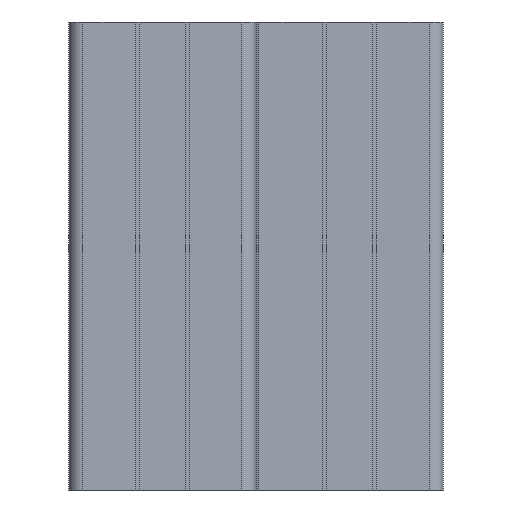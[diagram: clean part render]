
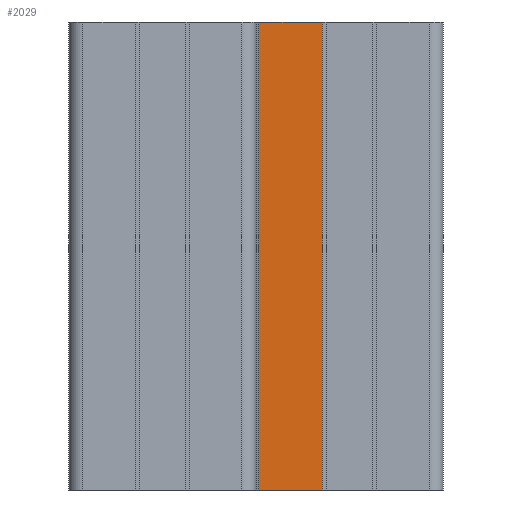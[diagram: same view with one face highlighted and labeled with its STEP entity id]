
A CAD part, front view. The second image highlights one B-rep face of the part: STEP entity #2029.
In plain terms, the highlighted planar face has unit normal (0, -1, 0).
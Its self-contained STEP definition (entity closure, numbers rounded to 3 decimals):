
#36 = EDGE_CURVE ( 'NONE', #8067, #2724, #7324, .T. ) ;
#247 = VECTOR ( 'NONE', #8743, 1000. ) ;
#620 = VECTOR ( 'NONE', #7367, 1000. ) ;
#941 = DIRECTION ( 'NONE',  ( 0., -1., 0. ) ) ;
#975 = CARTESIAN_POINT ( 'NONE',  ( 20.585, 0.068, 0. ) ) ;
#1074 = DIRECTION ( 'NONE',  ( 1., 0., 0. ) ) ;
#1548 = CARTESIAN_POINT ( 'NONE',  ( 20.585, 0.068, -100. ) ) ;
#1795 = VERTEX_POINT ( 'NONE', #3970 ) ;
#2029 = ADVANCED_FACE ( 'NONE', ( #7447 ), #2305, .T. ) ;
#2196 = VECTOR ( 'NONE', #1074, 1000. ) ;
#2278 = CARTESIAN_POINT ( 'NONE',  ( 20.585, 0.068, -100. ) ) ;
#2305 = PLANE ( 'NONE',  #3158 ) ;
#2440 = LINE ( 'NONE', #2577, #2196 ) ;
#2548 = VERTEX_POINT ( 'NONE', #3413 ) ;
#2577 = CARTESIAN_POINT ( 'NONE',  ( 20.585, 0.068, -100. ) ) ;
#2724 = VERTEX_POINT ( 'NONE', #4256 ) ;
#3158 = AXIS2_PLACEMENT_3D ( 'NONE', #1548, #941, #5275 ) ;
#3294 = LINE ( 'NONE', #5505, #8768 ) ;
#3413 = CARTESIAN_POINT ( 'NONE',  ( 34.2, 0.068, 0. ) ) ;
#3970 = CARTESIAN_POINT ( 'NONE',  ( 34.2, 0.068, -100. ) ) ;
#4256 = CARTESIAN_POINT ( 'NONE',  ( 20.585, 0.068, 0. ) ) ;
#4481 = ORIENTED_EDGE ( 'NONE', *, *, #5030, .T. ) ;
#4483 = CARTESIAN_POINT ( 'NONE',  ( 20.585, 0.068, -100. ) ) ;
#5030 = EDGE_CURVE ( 'NONE', #1795, #2548, #3294, .T. ) ;
#5275 = DIRECTION ( 'NONE',  ( 1., 0., 0. ) ) ;
#5393 = ORIENTED_EDGE ( 'NONE', *, *, #7715, .T. ) ;
#5505 = CARTESIAN_POINT ( 'NONE',  ( 34.2, 0.068, -100. ) ) ;
#6012 = LINE ( 'NONE', #975, #247 ) ;
#6581 = EDGE_LOOP ( 'NONE', ( #8106, #7280, #5393, #4481 ) ) ;
#6867 = EDGE_CURVE ( 'NONE', #2724, #2548, #6012, .T. ) ;
#7280 = ORIENTED_EDGE ( 'NONE', *, *, #36, .F. ) ;
#7324 = LINE ( 'NONE', #2278, #620 ) ;
#7367 = DIRECTION ( 'NONE',  ( 0., 0., 1. ) ) ;
#7447 = FACE_OUTER_BOUND ( 'NONE', #6581, .T. ) ;
#7715 = EDGE_CURVE ( 'NONE', #8067, #1795, #2440, .T. ) ;
#8067 = VERTEX_POINT ( 'NONE', #4483 ) ;
#8106 = ORIENTED_EDGE ( 'NONE', *, *, #6867, .F. ) ;
#8390 = DIRECTION ( 'NONE',  ( 0., 0., 1. ) ) ;
#8743 = DIRECTION ( 'NONE',  ( 1., 0., 0. ) ) ;
#8768 = VECTOR ( 'NONE', #8390, 1000. ) ;
